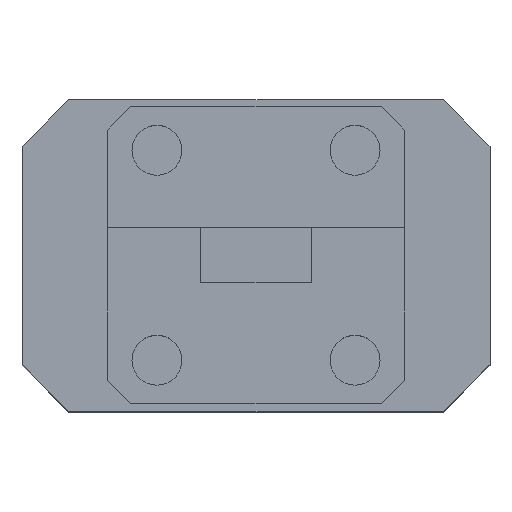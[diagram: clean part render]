
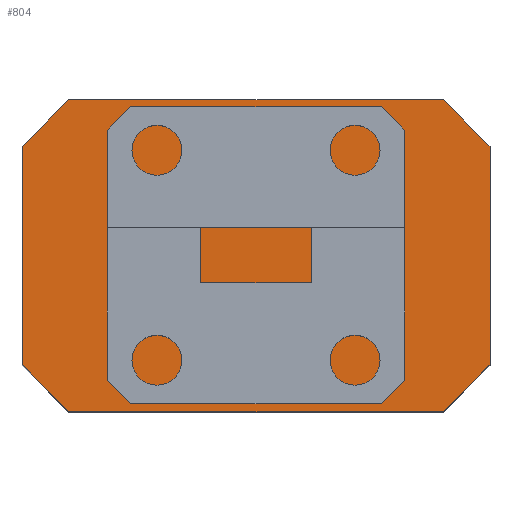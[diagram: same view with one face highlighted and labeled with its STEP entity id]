
A CAD part, top view. The second image highlights one B-rep face of the part: STEP entity #804.
In plain terms, the highlighted planar face has unit normal (0, 0, 1).
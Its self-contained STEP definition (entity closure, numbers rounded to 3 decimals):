
#147 = ORIENTED_EDGE ( 'NONE', *, *, #2615, .F. ) ;
#150 = LINE ( 'NONE', #178, #625 ) ;
#155 = ORIENTED_EDGE ( 'NONE', *, *, #2557, .F. ) ;
#178 = CARTESIAN_POINT ( 'NONE',  ( -15., -7., -16. ) ) ;
#193 = CARTESIAN_POINT ( 'NONE',  ( 12., 10., -16. ) ) ;
#217 = CARTESIAN_POINT ( 'NONE',  ( 15., -7., -16. ) ) ;
#303 = PLANE ( 'NONE',  #1705 ) ;
#413 = EDGE_CURVE ( 'NONE', #2051, #2426, #687, .T. ) ;
#432 = DIRECTION ( 'NONE',  ( 1., 0., 0. ) ) ;
#464 = EDGE_CURVE ( 'NONE', #2275, #2654, #150, .T. ) ;
#513 = CARTESIAN_POINT ( 'NONE',  ( 12., -10., -16. ) ) ;
#528 = EDGE_CURVE ( 'NONE', #1485, #2275, #1852, .T. ) ;
#602 = ORIENTED_EDGE ( 'NONE', *, *, #464, .F. ) ;
#625 = VECTOR ( 'NONE', #1897, 1000. ) ;
#687 = LINE ( 'NONE', #1868, #775 ) ;
#775 = VECTOR ( 'NONE', #3126, 1000. ) ;
#792 = LINE ( 'NONE', #1779, #956 ) ;
#796 = CARTESIAN_POINT ( 'NONE',  ( 15., 7., -16. ) ) ;
#804 = ADVANCED_FACE ( 'NONE', ( #2024 ), #303, .T. ) ;
#825 = DIRECTION ( 'NONE',  ( 0.707, 0.707, 0. ) ) ;
#882 = VECTOR ( 'NONE', #888, 1000. ) ;
#888 = DIRECTION ( 'NONE',  ( -0.707, 0.707, 0. ) ) ;
#950 = VECTOR ( 'NONE', #2409, 1000. ) ;
#956 = VECTOR ( 'NONE', #2754, 1000. ) ;
#976 = CARTESIAN_POINT ( 'NONE',  ( -12., -10., -16. ) ) ;
#987 = VERTEX_POINT ( 'NONE', #1451 ) ;
#1076 = DIRECTION ( 'NONE',  ( -1., 0., 0. ) ) ;
#1214 = EDGE_CURVE ( 'NONE', #2887, #1485, #2547, .T. ) ;
#1217 = CARTESIAN_POINT ( 'NONE',  ( 15., -7., -16. ) ) ;
#1241 = VERTEX_POINT ( 'NONE', #1352 ) ;
#1352 = CARTESIAN_POINT ( 'NONE',  ( 12., 10., -16. ) ) ;
#1451 = CARTESIAN_POINT ( 'NONE',  ( -12., 10., -16. ) ) ;
#1485 = VERTEX_POINT ( 'NONE', #976 ) ;
#1553 = ORIENTED_EDGE ( 'NONE', *, *, #1851, .F. ) ;
#1557 = EDGE_LOOP ( 'NONE', ( #2940, #147, #1824, #155, #602, #2006, #2703, #1553 ) ) ;
#1705 = AXIS2_PLACEMENT_3D ( 'NONE', #1768, #2737, #1800 ) ;
#1768 = CARTESIAN_POINT ( 'NONE',  ( 0., 0., -16. ) ) ;
#1779 = CARTESIAN_POINT ( 'NONE',  ( 15., 7., -16. ) ) ;
#1800 = DIRECTION ( 'NONE',  ( 1., 0., 0. ) ) ;
#1824 = ORIENTED_EDGE ( 'NONE', *, *, #1963, .F. ) ;
#1851 = EDGE_CURVE ( 'NONE', #2426, #2887, #2853, .T. ) ;
#1852 = LINE ( 'NONE', #2825, #882 ) ;
#1868 = CARTESIAN_POINT ( 'NONE',  ( 15., -7., -16. ) ) ;
#1881 = VECTOR ( 'NONE', #432, 1000. ) ;
#1897 = DIRECTION ( 'NONE',  ( 0., 1., 0. ) ) ;
#1924 = VECTOR ( 'NONE', #825, 1000. ) ;
#1963 = EDGE_CURVE ( 'NONE', #987, #1241, #2633, .T. ) ;
#2006 = ORIENTED_EDGE ( 'NONE', *, *, #528, .F. ) ;
#2024 = FACE_OUTER_BOUND ( 'NONE', #1557, .T. ) ;
#2051 = VERTEX_POINT ( 'NONE', #796 ) ;
#2066 = LINE ( 'NONE', #2290, #1924 ) ;
#2121 = VECTOR ( 'NONE', #1076, 1000. ) ;
#2275 = VERTEX_POINT ( 'NONE', #3003 ) ;
#2290 = CARTESIAN_POINT ( 'NONE',  ( -12., 10., -16. ) ) ;
#2409 = DIRECTION ( 'NONE',  ( -0.707, -0.707, 0. ) ) ;
#2426 = VERTEX_POINT ( 'NONE', #217 ) ;
#2547 = LINE ( 'NONE', #3068, #2121 ) ;
#2557 = EDGE_CURVE ( 'NONE', #2654, #987, #2066, .T. ) ;
#2615 = EDGE_CURVE ( 'NONE', #1241, #2051, #792, .T. ) ;
#2633 = LINE ( 'NONE', #193, #1881 ) ;
#2654 = VERTEX_POINT ( 'NONE', #2870 ) ;
#2703 = ORIENTED_EDGE ( 'NONE', *, *, #1214, .F. ) ;
#2737 = DIRECTION ( 'NONE',  ( 0., 0., 1. ) ) ;
#2754 = DIRECTION ( 'NONE',  ( 0.707, -0.707, 0. ) ) ;
#2825 = CARTESIAN_POINT ( 'NONE',  ( -12., -10., -16. ) ) ;
#2853 = LINE ( 'NONE', #1217, #950 ) ;
#2870 = CARTESIAN_POINT ( 'NONE',  ( -15., 7., -16. ) ) ;
#2887 = VERTEX_POINT ( 'NONE', #513 ) ;
#2940 = ORIENTED_EDGE ( 'NONE', *, *, #413, .F. ) ;
#3003 = CARTESIAN_POINT ( 'NONE',  ( -15., -7., -16. ) ) ;
#3068 = CARTESIAN_POINT ( 'NONE',  ( 12., -10., -16. ) ) ;
#3126 = DIRECTION ( 'NONE',  ( 0., -1., 0. ) ) ;
